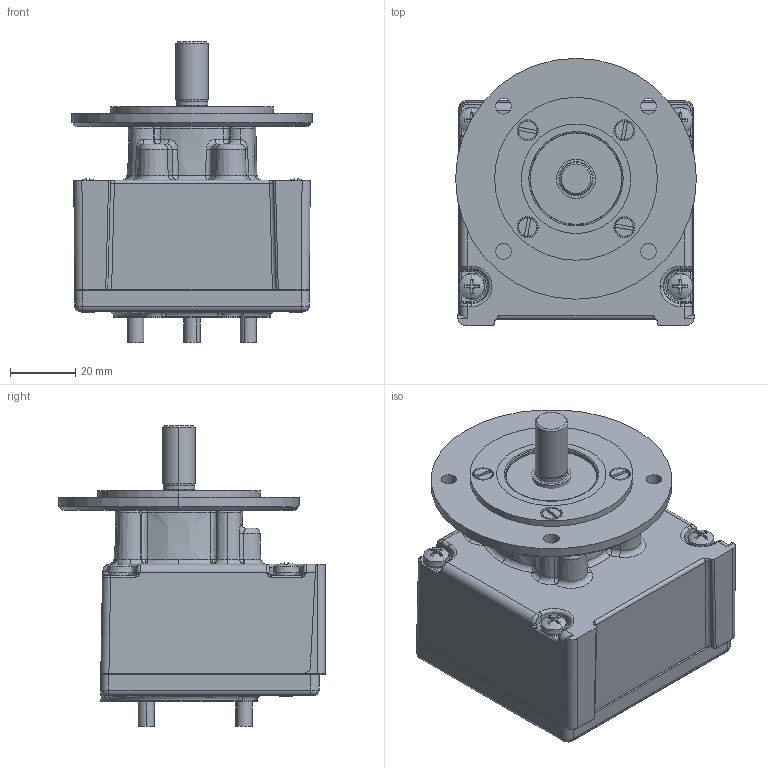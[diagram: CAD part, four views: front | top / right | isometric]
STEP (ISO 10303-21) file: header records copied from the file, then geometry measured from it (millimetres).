
FILE_DESCRIPTION (( 'STEP AP203' ), '1' );
FILE_NAME ('Getriebe SG80 B5 Flanschform A.STEP', '2018-02-21T11:35:16', ( '' ), ( '' ), 'SwSTEP 2.0', 'SolidWorks 2017', '' );
FILE_SCHEMA (( 'CONFIG_CONTROL_DESIGN' ));
Length unit declared in the file: millimetre
Products named in the file (1): Getriebe SG80 B5 Flanschform A
Bounding box: 73.96 x 81.98 x 92.29 mm (x, y, z)
Volume: 243963.5 mm3; surface area: 35266.7 mm2
Topology: 6 solids, 6 shells, 611 faces, 1464 edges, 878 vertices
Faces by surface type: cylinder 181, plane 172, cone 78, torus 77, bspline 75, sphere 28
Entity records: 19816 total; most frequent: CARTESIAN_POINT 5882, DIRECTION 3022, ORIENTED_EDGE 2896, EDGE_CURVE 1448, AXIS2_PLACEMENT_3D 1246, VERTEX_POINT 876, CIRCLE 709, EDGE_LOOP 654
